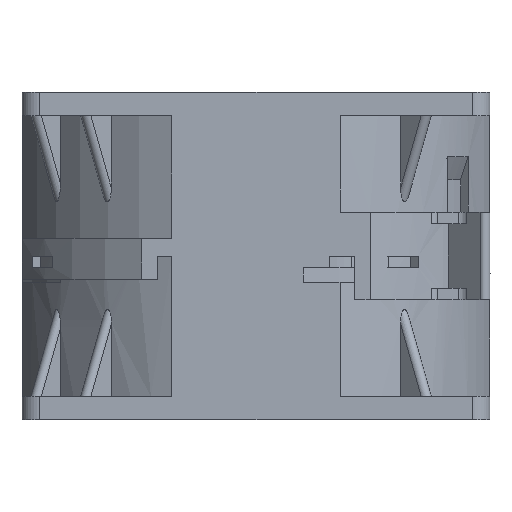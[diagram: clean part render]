
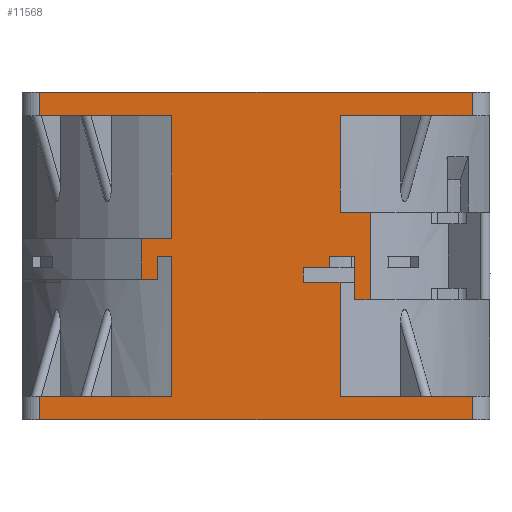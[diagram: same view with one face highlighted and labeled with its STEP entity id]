
A CAD part, left-side view. The second image highlights one B-rep face of the part: STEP entity #11568.
In plain terms, the highlighted planar face has unit normal (-1, 0, 0).
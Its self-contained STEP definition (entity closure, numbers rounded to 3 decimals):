
#1447=DIRECTION('',(0.,-1.,0.));
#1448=VECTOR('',#1447,4.389);
#1449=CARTESIAN_POINT('',(0.33,27.83,-28.));
#1450=LINE('',#1449,#1448);
#1695=DIRECTION('',(0.,-1.,0.));
#1696=VECTOR('',#1695,2.528);
#1697=CARTESIAN_POINT('',(0.33,57.219,-28.));
#1698=LINE('',#1697,#1696);
#1862=DIRECTION('',(0.,0.,1.));
#1863=VECTOR('',#1862,16.5);
#1864=CARTESIAN_POINT('',(0.33,25.968,-20.5));
#1865=LINE('',#1864,#1863);
#2627=DIRECTION('',(0.,0.,-1.));
#2628=VECTOR('',#2627,24.);
#2629=CARTESIAN_POINT('',(0.33,54.691,-28.));
#2630=LINE('',#2629,#2628);
#2689=DIRECTION('',(0.,-1.,0.));
#2690=VECTOR('',#2689,6.322);
#2691=CARTESIAN_POINT('',(0.33,32.29,-32.5));
#2692=LINE('',#2691,#2690);
#2693=DIRECTION('',(0.,1.,0.));
#2694=VECTOR('',#2693,74.);
#2695=CARTESIAN_POINT('',(0.33,3.33,-56.));
#2696=LINE('',#2695,#2694);
#2697=DIRECTION('',(0.,0.,-1.));
#2698=VECTOR('',#2697,4.);
#2699=CARTESIAN_POINT('',(0.33,57.219,-28.));
#2700=LINE('',#2699,#2698);
#2701=DIRECTION('',(0.,1.,0.));
#2702=VECTOR('',#2701,2.611);
#2703=CARTESIAN_POINT('',(0.33,57.219,-32.));
#2704=LINE('',#2703,#2702);
#2705=DIRECTION('',(0.,-1.,0.));
#2706=VECTOR('',#2705,74.);
#2707=CARTESIAN_POINT('',(0.33,77.33,0.));
#2708=LINE('',#2707,#2706);
#2709=DIRECTION('',(0.,0.,1.));
#2710=VECTOR('',#2709,7.5);
#2711=CARTESIAN_POINT('',(0.33,23.44,-35.5));
#2712=LINE('',#2711,#2710);
#2717=DIRECTION('',(0.,0.,1.));
#2718=VECTOR('',#2717,2.);
#2719=CARTESIAN_POINT('',(0.33,27.83,-30.));
#2720=LINE('',#2719,#2718);
#2791=DIRECTION('',(0.,0.,1.));
#2792=VECTOR('',#2791,19.5);
#2793=CARTESIAN_POINT('',(0.33,25.968,-52.));
#2794=LINE('',#2793,#2792);
#2847=DIRECTION('',(0.,0.,1.));
#2848=VECTOR('',#2847,15.);
#2849=CARTESIAN_POINT('',(0.33,20.83,-35.5));
#2850=LINE('',#2849,#2848);
#2905=DIRECTION('',(0.,-1.,0.));
#2906=VECTOR('',#2905,4.46);
#2907=CARTESIAN_POINT('',(0.33,32.29,-30.));
#2908=LINE('',#2907,#2906);
#2943=DIRECTION('',(0.,0.,1.));
#2944=VECTOR('',#2943,2.5);
#2945=CARTESIAN_POINT('',(0.33,32.29,-32.5));
#2946=LINE('',#2945,#2944);
#3045=DIRECTION('',(0.,1.,0.));
#3046=VECTOR('',#3045,5.139);
#3047=CARTESIAN_POINT('',(0.33,20.83,-20.5));
#3048=LINE('',#3047,#3046);
#3266=DIRECTION('',(0.,-1.,0.));
#3267=VECTOR('',#3266,2.611);
#3268=CARTESIAN_POINT('',(0.33,23.44,-35.5));
#3269=LINE('',#3268,#3267);
#3983=DIRECTION('',(0.,1.,0.));
#3984=VECTOR('',#3983,22.639);
#3985=CARTESIAN_POINT('',(0.33,3.33,-52.));
#3986=LINE('',#3985,#3984);
#4062=DIRECTION('',(0.,0.,1.));
#4063=VECTOR('',#4062,4.);
#4064=CARTESIAN_POINT('',(0.33,3.33,-56.));
#4065=LINE('',#4064,#4063);
#4426=DIRECTION('',(0.,0.,-1.));
#4427=VECTOR('',#4426,4.);
#4428=CARTESIAN_POINT('',(0.33,77.33,-52.));
#4429=LINE('',#4428,#4427);
#4459=DIRECTION('',(0.,1.,0.));
#4460=VECTOR('',#4459,22.639);
#4461=CARTESIAN_POINT('',(0.33,54.691,-52.));
#4462=LINE('',#4461,#4460);
#5271=DIRECTION('',(0.,0.,-1.));
#5272=VECTOR('',#5271,7.);
#5273=CARTESIAN_POINT('',(0.33,59.83,-25.));
#5274=LINE('',#5273,#5272);
#5287=DIRECTION('',(0.,1.,0.));
#5288=VECTOR('',#5287,5.139);
#5289=CARTESIAN_POINT('',(0.33,54.691,-25.));
#5290=LINE('',#5289,#5288);
#5309=DIRECTION('',(0.,0.,-1.));
#5310=VECTOR('',#5309,21.);
#5311=CARTESIAN_POINT('',(0.33,54.691,-4.));
#5312=LINE('',#5311,#5310);
#5313=DIRECTION('',(0.,-1.,0.));
#5314=VECTOR('',#5313,22.639);
#5315=CARTESIAN_POINT('',(0.33,77.33,-4.));
#5316=LINE('',#5315,#5314);
#5391=DIRECTION('',(0.,0.,-1.));
#5392=VECTOR('',#5391,4.);
#5393=CARTESIAN_POINT('',(0.33,77.33,0.));
#5394=LINE('',#5393,#5392);
#5862=DIRECTION('',(0.,-1.,0.));
#5863=VECTOR('',#5862,22.639);
#5864=CARTESIAN_POINT('',(0.33,25.968,-4.));
#5865=LINE('',#5864,#5863);
#5938=DIRECTION('',(0.,0.,1.));
#5939=VECTOR('',#5938,4.);
#5940=CARTESIAN_POINT('',(0.33,3.33,-4.));
#5941=LINE('',#5940,#5939);
#8286=CARTESIAN_POINT('',(0.33,57.219,-28.));
#8287=VERTEX_POINT('',#8286);
#8288=CARTESIAN_POINT('',(0.33,23.44,-28.));
#8290=VERTEX_POINT('',#8288);
#8345=CARTESIAN_POINT('',(0.33,25.968,-20.5));
#8347=VERTEX_POINT('',#8345);
#8349=CARTESIAN_POINT('',(0.33,25.968,-4.));
#8350=VERTEX_POINT('',#8349);
#8385=CARTESIAN_POINT('',(0.33,20.83,-35.5));
#8386=CARTESIAN_POINT('',(0.33,20.83,-20.5));
#8387=VERTEX_POINT('',#8385);
#8388=VERTEX_POINT('',#8386);
#8389=CARTESIAN_POINT('',(0.33,23.44,-35.5));
#8390=VERTEX_POINT('',#8389);
#8391=CARTESIAN_POINT('',(0.33,57.219,-32.));
#8392=VERTEX_POINT('',#8391);
#8393=CARTESIAN_POINT('',(0.33,59.83,-32.));
#8394=VERTEX_POINT('',#8393);
#8395=CARTESIAN_POINT('',(0.33,59.83,-25.));
#8396=VERTEX_POINT('',#8395);
#8397=CARTESIAN_POINT('',(0.33,54.691,-25.));
#8398=VERTEX_POINT('',#8397);
#8399=CARTESIAN_POINT('',(0.33,54.691,-4.));
#8400=VERTEX_POINT('',#8399);
#8401=CARTESIAN_POINT('',(0.33,77.33,-4.));
#8402=VERTEX_POINT('',#8401);
#8403=CARTESIAN_POINT('',(0.33,77.33,0.));
#8404=VERTEX_POINT('',#8403);
#8405=CARTESIAN_POINT('',(0.33,3.33,0.));
#8406=VERTEX_POINT('',#8405);
#8407=CARTESIAN_POINT('',(0.33,3.33,-4.));
#8408=VERTEX_POINT('',#8407);
#9238=CARTESIAN_POINT('',(0.33,77.33,-56.));
#9239=VERTEX_POINT('',#9238);
#9240=CARTESIAN_POINT('',(0.33,3.33,-56.));
#9241=VERTEX_POINT('',#9240);
#9386=CARTESIAN_POINT('',(0.33,3.33,-52.));
#9387=VERTEX_POINT('',#9386);
#9388=CARTESIAN_POINT('',(0.33,25.968,-52.));
#9389=VERTEX_POINT('',#9388);
#9413=CARTESIAN_POINT('',(0.33,32.29,-30.));
#9414=CARTESIAN_POINT('',(0.33,27.83,-30.));
#9415=VERTEX_POINT('',#9413);
#9416=VERTEX_POINT('',#9414);
#9417=CARTESIAN_POINT('',(0.33,32.29,-32.5));
#9418=VERTEX_POINT('',#9417);
#9419=CARTESIAN_POINT('',(0.33,25.968,-32.5));
#9420=VERTEX_POINT('',#9419);
#9421=CARTESIAN_POINT('',(0.33,77.33,-52.));
#9422=VERTEX_POINT('',#9421);
#9423=CARTESIAN_POINT('',(0.33,54.691,-52.));
#9424=VERTEX_POINT('',#9423);
#9879=CARTESIAN_POINT('',(0.33,27.83,-28.));
#9881=VERTEX_POINT('',#9879);
#9922=CARTESIAN_POINT('',(0.33,54.691,-28.));
#9923=VERTEX_POINT('',#9922);
#11509=CARTESIAN_POINT('',(0.33,3.33,0.));
#11510=DIRECTION('',(1.,0.,0.));
#11511=DIRECTION('',(0.,1.,0.));
#11512=AXIS2_PLACEMENT_3D('',#11509,#11510,#11511);
#11513=PLANE('',#11512);
#11514=ORIENTED_EDGE('',*,*,#10061,.F.);
#11516=ORIENTED_EDGE('',*,*,#11515,.F.);
#11518=ORIENTED_EDGE('',*,*,#11517,.F.);
#11520=ORIENTED_EDGE('',*,*,#11519,.F.);
#11522=ORIENTED_EDGE('',*,*,#11521,.T.);
#11524=ORIENTED_EDGE('',*,*,#11523,.F.);
#11526=ORIENTED_EDGE('',*,*,#11525,.F.);
#11528=ORIENTED_EDGE('',*,*,#11527,.F.);
#11530=ORIENTED_EDGE('',*,*,#11529,.T.);
#11532=ORIENTED_EDGE('',*,*,#11531,.F.);
#11534=ORIENTED_EDGE('',*,*,#11533,.F.);
#11535=ORIENTED_EDGE('',*,*,#11474,.F.);
#11536=ORIENTED_EDGE('',*,*,#10192,.F.);
#11538=ORIENTED_EDGE('',*,*,#11537,.T.);
#11540=ORIENTED_EDGE('',*,*,#11539,.T.);
#11542=ORIENTED_EDGE('',*,*,#11541,.F.);
#11544=ORIENTED_EDGE('',*,*,#11543,.F.);
#11546=ORIENTED_EDGE('',*,*,#11545,.F.);
#11548=ORIENTED_EDGE('',*,*,#11547,.F.);
#11550=ORIENTED_EDGE('',*,*,#11549,.F.);
#11552=ORIENTED_EDGE('',*,*,#11551,.T.);
#11554=ORIENTED_EDGE('',*,*,#11553,.F.);
#11556=ORIENTED_EDGE('',*,*,#11555,.F.);
#11557=ORIENTED_EDGE('',*,*,#10337,.F.);
#11559=ORIENTED_EDGE('',*,*,#11558,.F.);
#11561=ORIENTED_EDGE('',*,*,#11560,.F.);
#11563=ORIENTED_EDGE('',*,*,#11562,.F.);
#11565=ORIENTED_EDGE('',*,*,#11564,.T.);
#11566=EDGE_LOOP('',(#11514,#11516,#11518,#11520,#11522,#11524,#11526,#11528,
#11530,#11532,#11534,#11535,#11536,#11538,#11540,#11542,#11544,#11546,#11548,
#11550,#11552,#11554,#11556,#11557,#11559,#11561,#11563,#11565));
#11567=FACE_OUTER_BOUND('',#11566,.F.);
#11568=ADVANCED_FACE('',(#11567),#11513,.F.);
#10061=EDGE_CURVE('',#9881,#8290,#1450,.T.);
#10192=EDGE_CURVE('',#8287,#9923,#1698,.T.);
#10337=EDGE_CURVE('',#8347,#8350,#1865,.T.);
#11474=EDGE_CURVE('',#9923,#9424,#2630,.T.);
#11515=EDGE_CURVE('',#9416,#9881,#2720,.T.);
#11517=EDGE_CURVE('',#9415,#9416,#2908,.T.);
#11519=EDGE_CURVE('',#9418,#9415,#2946,.T.);
#11521=EDGE_CURVE('',#9418,#9420,#2692,.T.);
#11523=EDGE_CURVE('',#9389,#9420,#2794,.T.);
#11525=EDGE_CURVE('',#9387,#9389,#3986,.T.);
#11527=EDGE_CURVE('',#9241,#9387,#4065,.T.);
#11529=EDGE_CURVE('',#9241,#9239,#2696,.T.);
#11531=EDGE_CURVE('',#9422,#9239,#4429,.T.);
#11533=EDGE_CURVE('',#9424,#9422,#4462,.T.);
#11537=EDGE_CURVE('',#8287,#8392,#2700,.T.);
#11539=EDGE_CURVE('',#8392,#8394,#2704,.T.);
#11541=EDGE_CURVE('',#8396,#8394,#5274,.T.);
#11543=EDGE_CURVE('',#8398,#8396,#5290,.T.);
#11545=EDGE_CURVE('',#8400,#8398,#5312,.T.);
#11547=EDGE_CURVE('',#8402,#8400,#5316,.T.);
#11549=EDGE_CURVE('',#8404,#8402,#5394,.T.);
#11551=EDGE_CURVE('',#8404,#8406,#2708,.T.);
#11553=EDGE_CURVE('',#8408,#8406,#5941,.T.);
#11555=EDGE_CURVE('',#8350,#8408,#5865,.T.);
#11558=EDGE_CURVE('',#8388,#8347,#3048,.T.);
#11560=EDGE_CURVE('',#8387,#8388,#2850,.T.);
#11562=EDGE_CURVE('',#8390,#8387,#3269,.T.);
#11564=EDGE_CURVE('',#8390,#8290,#2712,.T.);
